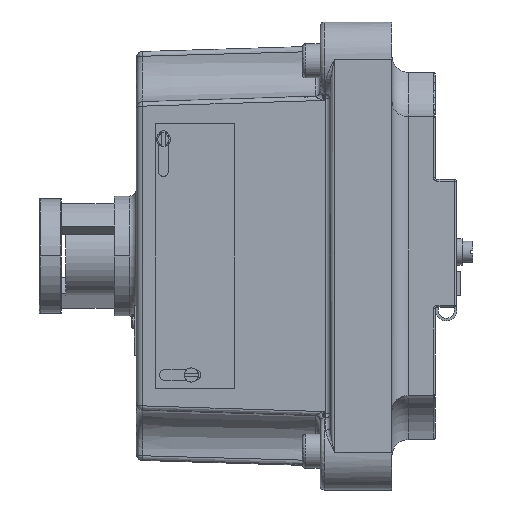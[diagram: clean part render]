
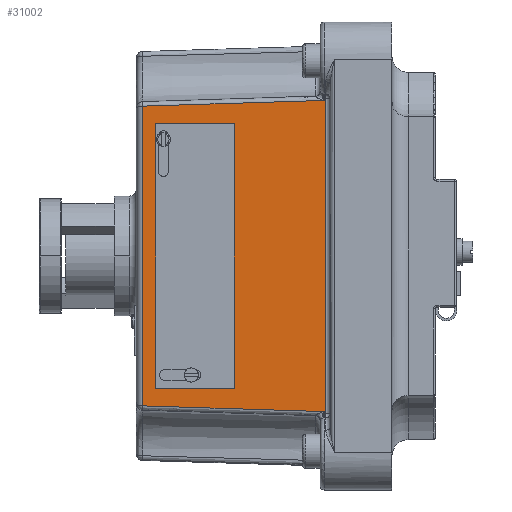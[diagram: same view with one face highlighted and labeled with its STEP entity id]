
A CAD part, left-side view. The second image highlights one B-rep face of the part: STEP entity #31002.
In plain terms, the highlighted planar face has unit normal (-1, 0.03, 0).
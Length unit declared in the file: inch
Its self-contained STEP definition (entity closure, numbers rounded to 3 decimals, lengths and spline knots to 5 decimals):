
#105 = EDGE_CURVE ( 'NONE', #14120, #26663, #11141, .T. ) ;
#595 = DIRECTION ( 'NONE',  ( 0., 0., -1. ) ) ;
#617 = DIRECTION ( 'NONE',  ( 0., 0., 1. ) ) ;
#947 = ORIENTED_EDGE ( 'NONE', *, *, #12035, .T. ) ;
#968 = VECTOR ( 'NONE', #13748, 39.37008 ) ;
#1020 = VERTEX_POINT ( 'NONE', #18175 ) ;
#1180 = ORIENTED_EDGE ( 'NONE', *, *, #1429, .T. ) ;
#1429 = EDGE_CURVE ( 'NONE', #14116, #21050, #18255, .T. ) ;
#1725 = CARTESIAN_POINT ( 'NONE',  ( -1.46458, 2.6776, -1.5 ) ) ;
#1831 = VERTEX_POINT ( 'NONE', #19901 ) ;
#1901 = FACE_OUTER_BOUND ( 'NONE', #27450, .T. ) ;
#2093 = CARTESIAN_POINT ( 'NONE',  ( -1.46001, 2.82729, -1.70024 ) ) ;
#2296 = CARTESIAN_POINT ( 'NONE',  ( -1.52321, 0.75867, 1.78897 ) ) ;
#2728 = LINE ( 'NONE', #31126, #8390 ) ;
#2906 = VERTEX_POINT ( 'NONE', #30717 ) ;
#3370 = CARTESIAN_POINT ( 'NONE',  ( -1.52296, 0.76683, -1.78894 ) ) ;
#3517 = ORIENTED_EDGE ( 'NONE', *, *, #22726, .T. ) ;
#4350 = EDGE_CURVE ( 'NONE', #15039, #29328, #5014, .T. ) ;
#4432 = CARTESIAN_POINT ( 'NONE',  ( -1.52305, 0.76377, -1.78892 ) ) ;
#4579 = ORIENTED_EDGE ( 'NONE', *, *, #4350, .T. ) ;
#4581 = CARTESIAN_POINT ( 'NONE',  ( -1.52302, 0.76479, 1.78891 ) ) ;
#4603 = CARTESIAN_POINT ( 'NONE',  ( -1.50198, 1.4536, -1.74219 ) ) ;
#4717 = EDGE_CURVE ( 'NONE', #14483, #13851, #29350, .T. ) ;
#4782 = EDGE_CURVE ( 'NONE', #29328, #23482, #6703, .T. ) ;
#5014 = LINE ( 'NONE', #29746, #17201 ) ;
#5299 = CARTESIAN_POINT ( 'NONE',  ( -1.48099, 2.14043, 1.72064 ) ) ;
#5492 = CARTESIAN_POINT ( 'NONE',  ( -1.525, 0.7, -2.235 ) ) ;
#5724 = LINE ( 'NONE', #8575, #30907 ) ;
#5774 = ORIENTED_EDGE ( 'NONE', *, *, #27538, .F. ) ;
#6703 = B_SPLINE_CURVE_WITH_KNOTS ( 'NONE', 3,
 ( #10008, #26986, #19730, #27084 ),
 .UNSPECIFIED., .F., .F.,
 ( 4, 4 ),
 ( 0., 0.00008 ),
 .UNSPECIFIED. ) ;
#7024 = CARTESIAN_POINT ( 'NONE',  ( -1.52299, 0.76581, 1.78892 ) ) ;
#7495 = VECTOR ( 'NONE', #21269, 39.37008 ) ;
#7742 = CARTESIAN_POINT ( 'NONE',  ( -1.52296, 0.76683, 1.76543 ) ) ;
#7848 = EDGE_CURVE ( 'NONE', #2906, #14120, #24557, .T. ) ;
#7904 = ORIENTED_EDGE ( 'NONE', *, *, #20270, .T. ) ;
#7907 = DIRECTION ( 'NONE',  ( -0.031, -1., 0. ) ) ;
#8103 = VECTOR ( 'NONE', #26672, 39.37008 ) ;
#8299 = EDGE_CURVE ( 'NONE', #23482, #1831, #12118, .T. ) ;
#8301 = CARTESIAN_POINT ( 'NONE',  ( -1.52296, 0.76683, 1.78894 ) ) ;
#8330 = FACE_BOUND ( 'NONE', #11866, .T. ) ;
#8390 = VECTOR ( 'NONE', #16604, 39.37008 ) ;
#8575 = CARTESIAN_POINT ( 'NONE',  ( -1.46458, 2.6776, 1.5 ) ) ;
#8638 = ORIENTED_EDGE ( 'NONE', *, *, #4717, .T. ) ;
#9324 = CARTESIAN_POINT ( 'NONE',  ( -1.52336, 0.75357, -1.78902 ) ) ;
#10008 = CARTESIAN_POINT ( 'NONE',  ( -1.52296, 0.76683, -1.78894 ) ) ;
#10194 = CARTESIAN_POINT ( 'NONE',  ( -1.46001, 2.82729, 1.70024 ) ) ;
#11141 = LINE ( 'NONE', #31249, #8103 ) ;
#11291 = CARTESIAN_POINT ( 'NONE',  ( -1.52296, 0.76683, -2.235 ) ) ;
#11399 = CARTESIAN_POINT ( 'NONE',  ( -1.49176, 1.78801, -1.5 ) ) ;
#11866 = EDGE_LOOP ( 'NONE', ( #16150, #15642, #18077, #5774 ) ) ;
#11942 = CARTESIAN_POINT ( 'NONE',  ( -1.52336, 0.75357, 1.78902 ) ) ;
#12005 = CARTESIAN_POINT ( 'NONE',  ( -1.46458, 2.6776, -1.5 ) ) ;
#12035 = EDGE_CURVE ( 'NONE', #21050, #1020, #2728, .T. ) ;
#12118 =( BOUNDED_CURVE ( )  B_SPLINE_CURVE ( 3, ( #4432, #19030, #9324, #26415 ),
 .UNSPECIFIED., .F., .T. ) 
 B_SPLINE_CURVE_WITH_KNOTS ( ( 4, 4 ),
 ( 5.0328, 5.03384 ),
 .UNSPECIFIED. ) 
 CURVE ( )  GEOMETRIC_REPRESENTATION_ITEM ( )  RATIONAL_B_SPLINE_CURVE ( ( 1., 1., 1., 1. ) ) 
 REPRESENTATION_ITEM ( '' )  );
#12806 = ORIENTED_EDGE ( 'NONE', *, *, #28756, .T. ) ;
#13748 = DIRECTION ( 'NONE',  ( 0., 0., -1. ) ) ;
#13818 = ORIENTED_EDGE ( 'NONE', *, *, #8299, .T. ) ;
#13851 = VERTEX_POINT ( 'NONE', #8301 ) ;
#14116 = VERTEX_POINT ( 'NONE', #26655 ) ;
#14120 = VERTEX_POINT ( 'NONE', #12005 ) ;
#14325 = CARTESIAN_POINT ( 'NONE',  ( -1.52305, 0.76377, 1.78892 ) ) ;
#14483 = VERTEX_POINT ( 'NONE', #14325 ) ;
#14739 = LINE ( 'NONE', #11399, #7495 ) ;
#15039 = VERTEX_POINT ( 'NONE', #19546 ) ;
#15385 = LINE ( 'NONE', #24919, #21140 ) ;
#15642 = ORIENTED_EDGE ( 'NONE', *, *, #7848, .F. ) ;
#15658 = VERTEX_POINT ( 'NONE', #24744 ) ;
#16150 = ORIENTED_EDGE ( 'NONE', *, *, #105, .F. ) ;
#16604 = DIRECTION ( 'NONE',  ( 0., 0., -1. ) ) ;
#16644 = CARTESIAN_POINT ( 'NONE',  ( -1.48099, 2.14043, -1.72064 ) ) ;
#16861 = EDGE_CURVE ( 'NONE', #29081, #2906, #5724, .T. ) ;
#17201 = VECTOR ( 'NONE', #595, 39.37008 ) ;
#17290 = CARTESIAN_POINT ( 'NONE',  ( -1.46001, 2.82729, 1.70024 ) ) ;
#17527 = PLANE ( 'NONE',  #20865 ) ;
#17556 = EDGE_CURVE ( 'NONE', #15658, #14483, #26960, .T. ) ;
#18077 = ORIENTED_EDGE ( 'NONE', *, *, #16861, .F. ) ;
#18175 = CARTESIAN_POINT ( 'NONE',  ( -1.46001, 2.82729, -1.70024 ) ) ;
#18255 = B_SPLINE_CURVE_WITH_KNOTS ( 'NONE', 3,
 ( #7742, #22386, #5299, #10194 ),
 .UNSPECIFIED., .F., .F.,
 ( 4, 4 ),
 ( -0.00123, 0.05115 ),
 .UNSPECIFIED. ) ;
#19030 = CARTESIAN_POINT ( 'NONE',  ( -1.52321, 0.75867, -1.78897 ) ) ;
#19322 = CARTESIAN_POINT ( 'NONE',  ( -1.52305, 0.76377, 1.78892 ) ) ;
#19546 = CARTESIAN_POINT ( 'NONE',  ( -1.52296, 0.76683, -1.76543 ) ) ;
#19730 = CARTESIAN_POINT ( 'NONE',  ( -1.52302, 0.76479, -1.78891 ) ) ;
#19901 = CARTESIAN_POINT ( 'NONE',  ( -1.52352, 0.74847, -1.78908 ) ) ;
#20270 = EDGE_CURVE ( 'NONE', #13851, #14116, #26899, .T. ) ;
#20865 = AXIS2_PLACEMENT_3D ( 'NONE', #5492, #22564, #7907 ) ;
#21050 = VERTEX_POINT ( 'NONE', #17290 ) ;
#21140 = VECTOR ( 'NONE', #617, 39.37008 ) ;
#21209 = DIRECTION ( 'NONE',  ( 0., 0., -1. ) ) ;
#21269 = DIRECTION ( 'NONE',  ( 0., 0., 1. ) ) ;
#21392 = CARTESIAN_POINT ( 'NONE',  ( -1.49176, 1.78801, 1.5 ) ) ;
#21661 = CARTESIAN_POINT ( 'NONE',  ( -1.52305, 0.76377, 1.78892 ) ) ;
#21683 = CARTESIAN_POINT ( 'NONE',  ( -1.52296, 0.76683, -1.76543 ) ) ;
#22386 = CARTESIAN_POINT ( 'NONE',  ( -1.50198, 1.4536, 1.74219 ) ) ;
#22564 = DIRECTION ( 'NONE',  ( -1., 0.031, 0. ) ) ;
#22726 = EDGE_CURVE ( 'NONE', #1020, #15039, #30835, .T. ) ;
#23482 = VERTEX_POINT ( 'NONE', #24839 ) ;
#24126 = CARTESIAN_POINT ( 'NONE',  ( -1.52296, 0.76683, 1.78894 ) ) ;
#24557 = LINE ( 'NONE', #1725, #30226 ) ;
#24744 = CARTESIAN_POINT ( 'NONE',  ( -1.52352, 0.74847, 1.78908 ) ) ;
#24839 = CARTESIAN_POINT ( 'NONE',  ( -1.52305, 0.76377, -1.78892 ) ) ;
#24919 = CARTESIAN_POINT ( 'NONE',  ( -1.52352, 0.74847, 1.82708 ) ) ;
#25668 = DIRECTION ( 'NONE',  ( 0.031, 1., 0. ) ) ;
#26415 = CARTESIAN_POINT ( 'NONE',  ( -1.52352, 0.74847, -1.78908 ) ) ;
#26655 = CARTESIAN_POINT ( 'NONE',  ( -1.52296, 0.76683, 1.76543 ) ) ;
#26663 = VERTEX_POINT ( 'NONE', #31236 ) ;
#26672 = DIRECTION ( 'NONE',  ( -0.031, -1., 0. ) ) ;
#26899 = LINE ( 'NONE', #11291, #968 ) ;
#26960 =( BOUNDED_CURVE ( )  B_SPLINE_CURVE ( 3, ( #28997, #11942, #2296, #19322 ),
 .UNSPECIFIED., .F., .T. ) 
 B_SPLINE_CURVE_WITH_KNOTS ( ( 4, 4 ),
 ( 1.24934, 1.25039 ),
 .UNSPECIFIED. ) 
 CURVE ( )  GEOMETRIC_REPRESENTATION_ITEM ( )  RATIONAL_B_SPLINE_CURVE ( ( 1., 1., 1., 1. ) ) 
 REPRESENTATION_ITEM ( '' )  );
#26986 = CARTESIAN_POINT ( 'NONE',  ( -1.52299, 0.76581, -1.78892 ) ) ;
#27084 = CARTESIAN_POINT ( 'NONE',  ( -1.52305, 0.76377, -1.78892 ) ) ;
#27450 = EDGE_LOOP ( 'NONE', ( #4579, #29513, #13818, #12806, #30801, #8638, #7904, #1180, #947, #3517 ) ) ;
#27538 = EDGE_CURVE ( 'NONE', #26663, #29081, #14739, .T. ) ;
#28756 = EDGE_CURVE ( 'NONE', #1831, #15658, #15385, .T. ) ;
#28997 = CARTESIAN_POINT ( 'NONE',  ( -1.52352, 0.74847, 1.78908 ) ) ;
#29081 = VERTEX_POINT ( 'NONE', #21392 ) ;
#29328 = VERTEX_POINT ( 'NONE', #3370 ) ;
#29350 = B_SPLINE_CURVE_WITH_KNOTS ( 'NONE', 3,
 ( #21661, #4581, #7024, #24126 ),
 .UNSPECIFIED., .F., .F.,
 ( 4, 4 ),
 ( 0., 0.00008 ),
 .UNSPECIFIED. ) ;
#29513 = ORIENTED_EDGE ( 'NONE', *, *, #4782, .T. ) ;
#29746 = CARTESIAN_POINT ( 'NONE',  ( -1.52296, 0.76683, -1.82623 ) ) ;
#30226 = VECTOR ( 'NONE', #21209, 39.37008 ) ;
#30717 = CARTESIAN_POINT ( 'NONE',  ( -1.46458, 2.6776, 1.5 ) ) ;
#30801 = ORIENTED_EDGE ( 'NONE', *, *, #17556, .T. ) ;
#30835 = B_SPLINE_CURVE_WITH_KNOTS ( 'NONE', 3,
 ( #2093, #16644, #4603, #21683 ),
 .UNSPECIFIED., .F., .F.,
 ( 4, 4 ),
 ( 0., 0.05239 ),
 .UNSPECIFIED. ) ;
#30907 = VECTOR ( 'NONE', #25668, 39.37008 ) ;
#31002 = ADVANCED_FACE ( 'NONE', ( #1901, #8330 ), #17527, .T. ) ;
#31126 = CARTESIAN_POINT ( 'NONE',  ( -1.46001, 2.82729, -1.74889 ) ) ;
#31236 = CARTESIAN_POINT ( 'NONE',  ( -1.49176, 1.78801, -1.5 ) ) ;
#31249 = CARTESIAN_POINT ( 'NONE',  ( -1.46458, 2.6776, -1.5 ) ) ;
